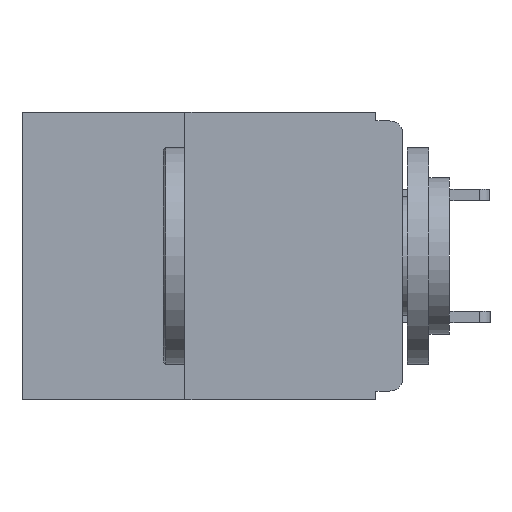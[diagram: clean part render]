
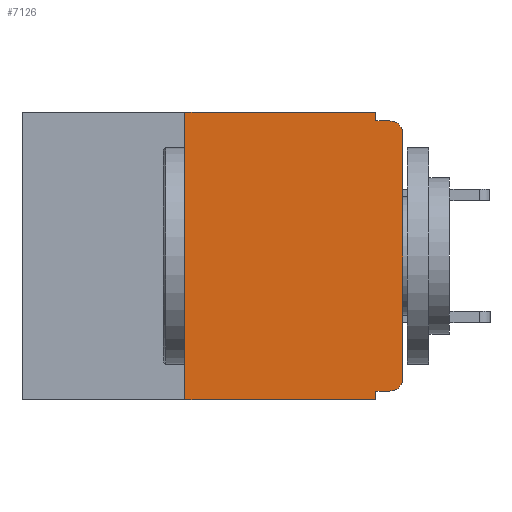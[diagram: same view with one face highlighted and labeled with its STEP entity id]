
A CAD part, left-side view. The second image highlights one B-rep face of the part: STEP entity #7126.
In plain terms, the highlighted planar face has unit normal (-1, 0, 0).
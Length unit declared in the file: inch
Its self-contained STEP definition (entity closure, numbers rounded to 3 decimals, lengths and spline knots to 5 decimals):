
#226 = CARTESIAN_POINT ( 'NONE',  ( 0., 0.031, 0. ) ) ;
#666 = DIRECTION ( 'NONE',  ( 0., 0., 1. ) ) ;
#712 = EDGE_CURVE ( 'NONE', #18376, #4605, #7287, .T. ) ;
#1009 = DIRECTION ( 'NONE',  ( 0., 0., -1. ) ) ;
#1548 = CARTESIAN_POINT ( 'NONE',  ( 0., 0.031, -0.32 ) ) ;
#1561 = VECTOR ( 'NONE', #1009, 39.37008 ) ;
#1619 = CARTESIAN_POINT ( 'NONE',  ( 0., 0.031, 0. ) ) ;
#1766 = CARTESIAN_POINT ( 'NONE',  ( 0., 0.015, -0.32 ) ) ;
#1786 = VERTEX_POINT ( 'NONE', #12479 ) ;
#2217 = CARTESIAN_POINT ( 'NONE',  ( 0., 0.25, -0.33 ) ) ;
#2335 = VECTOR ( 'NONE', #9993, 39.37008 ) ;
#2470 = PLANE ( 'NONE',  #10330 ) ;
#2547 = CARTESIAN_POINT ( 'NONE',  ( 0., 0., 0. ) ) ;
#2630 = DIRECTION ( 'NONE',  ( 0., 0., 1. ) ) ;
#2679 = EDGE_CURVE ( 'NONE', #4605, #20290, #8689, .T. ) ;
#2843 = EDGE_CURVE ( 'NONE', #3629, #18376, #13723, .T. ) ;
#2897 = ORIENTED_EDGE ( 'NONE', *, *, #14787, .F. ) ;
#2914 = DIRECTION ( 'NONE',  ( -1., 0., 0. ) ) ;
#3244 = ORIENTED_EDGE ( 'NONE', *, *, #12652, .T. ) ;
#3333 = DIRECTION ( 'NONE',  ( 0., -1., 0. ) ) ;
#3448 = CIRCLE ( 'NONE', #8221, 0.015 ) ;
#3629 = VERTEX_POINT ( 'NONE', #14855 ) ;
#3687 = LINE ( 'NONE', #14517, #7470 ) ;
#4144 = DIRECTION ( 'NONE',  ( 0., 0., -1. ) ) ;
#4605 = VERTEX_POINT ( 'NONE', #19580 ) ;
#4664 = VERTEX_POINT ( 'NONE', #1548 ) ;
#4954 = CARTESIAN_POINT ( 'NONE',  ( 0., 0., -0.305 ) ) ;
#5905 = DIRECTION ( 'NONE',  ( -1., 0., 0. ) ) ;
#6420 = VERTEX_POINT ( 'NONE', #2217 ) ;
#6675 = LINE ( 'NONE', #16384, #2335 ) ;
#7126 = ADVANCED_FACE ( 'NONE', ( #9524 ), #2470, .F. ) ;
#7287 = LINE ( 'NONE', #1619, #15601 ) ;
#7470 = VECTOR ( 'NONE', #12934, 39.37008 ) ;
#8160 = CARTESIAN_POINT ( 'NONE',  ( 0., 0.015, -0.01 ) ) ;
#8221 = AXIS2_PLACEMENT_3D ( 'NONE', #15510, #5905, #17124 ) ;
#8689 = LINE ( 'NONE', #11093, #12977 ) ;
#9402 = EDGE_CURVE ( 'NONE', #6420, #3629, #9625, .T. ) ;
#9524 = FACE_OUTER_BOUND ( 'NONE', #10685, .T. ) ;
#9606 = CARTESIAN_POINT ( 'NONE',  ( 0., 0.437, 0. ) ) ;
#9625 = LINE ( 'NONE', #18319, #13410 ) ;
#9993 = DIRECTION ( 'NONE',  ( 0., 1., 0. ) ) ;
#10262 = VERTEX_POINT ( 'NONE', #12877 ) ;
#10330 = AXIS2_PLACEMENT_3D ( 'NONE', #12159, #13771, #4144 ) ;
#10685 = EDGE_LOOP ( 'NONE', ( #12584, #12830, #13342, #13589, #15499, #12034, #3244, #2897, #15556, #16756 ) ) ;
#11093 = CARTESIAN_POINT ( 'NONE',  ( 0., 0., -0.01 ) ) ;
#11728 = CIRCLE ( 'NONE', #17829, 0.015 ) ;
#12034 = ORIENTED_EDGE ( 'NONE', *, *, #9402, .F. ) ;
#12043 = VERTEX_POINT ( 'NONE', #1766 ) ;
#12159 = CARTESIAN_POINT ( 'NONE',  ( 0., 0.437, 0. ) ) ;
#12411 = EDGE_CURVE ( 'NONE', #1786, #20290, #3448, .T. ) ;
#12479 = CARTESIAN_POINT ( 'NONE',  ( 0., 0., -0.025 ) ) ;
#12584 = ORIENTED_EDGE ( 'NONE', *, *, #20029, .T. ) ;
#12599 = CARTESIAN_POINT ( 'NONE',  ( 0., 0.015, -0.305 ) ) ;
#12652 = EDGE_CURVE ( 'NONE', #6420, #10262, #3687, .T. ) ;
#12830 = ORIENTED_EDGE ( 'NONE', *, *, #12411, .T. ) ;
#12839 = DIRECTION ( 'NONE',  ( 0., 0., -1. ) ) ;
#12877 = CARTESIAN_POINT ( 'NONE',  ( 0., 0.031, -0.33 ) ) ;
#12934 = DIRECTION ( 'NONE',  ( 0., -1., 0. ) ) ;
#12977 = VECTOR ( 'NONE', #19790, 39.37008 ) ;
#13260 = VECTOR ( 'NONE', #2630, 39.37008 ) ;
#13306 = VERTEX_POINT ( 'NONE', #4954 ) ;
#13342 = ORIENTED_EDGE ( 'NONE', *, *, #2679, .F. ) ;
#13410 = VECTOR ( 'NONE', #666, 39.37008 ) ;
#13589 = ORIENTED_EDGE ( 'NONE', *, *, #712, .F. ) ;
#13723 = LINE ( 'NONE', #9606, #17953 ) ;
#13771 = DIRECTION ( 'NONE',  ( 1., 0., 0. ) ) ;
#14185 = DIRECTION ( 'NONE',  ( 0., 0., -1. ) ) ;
#14444 = LINE ( 'NONE', #20142, #1561 ) ;
#14483 = EDGE_CURVE ( 'NONE', #12043, #4664, #6675, .T. ) ;
#14517 = CARTESIAN_POINT ( 'NONE',  ( 0., 0.437, -0.33 ) ) ;
#14787 = EDGE_CURVE ( 'NONE', #4664, #10262, #14444, .T. ) ;
#14855 = CARTESIAN_POINT ( 'NONE',  ( 0., 0.25, 0. ) ) ;
#15499 = ORIENTED_EDGE ( 'NONE', *, *, #2843, .F. ) ;
#15510 = CARTESIAN_POINT ( 'NONE',  ( 0., 0.015, -0.025 ) ) ;
#15556 = ORIENTED_EDGE ( 'NONE', *, *, #14483, .F. ) ;
#15601 = VECTOR ( 'NONE', #12839, 39.37008 ) ;
#16384 = CARTESIAN_POINT ( 'NONE',  ( 0., 0., -0.32 ) ) ;
#16756 = ORIENTED_EDGE ( 'NONE', *, *, #20138, .T. ) ;
#17124 = DIRECTION ( 'NONE',  ( 0., 0., -1. ) ) ;
#17492 = LINE ( 'NONE', #2547, #13260 ) ;
#17829 = AXIS2_PLACEMENT_3D ( 'NONE', #12599, #2914, #14185 ) ;
#17953 = VECTOR ( 'NONE', #3333, 39.37008 ) ;
#18319 = CARTESIAN_POINT ( 'NONE',  ( 0., 0.25, -0.33 ) ) ;
#18376 = VERTEX_POINT ( 'NONE', #226 ) ;
#19580 = CARTESIAN_POINT ( 'NONE',  ( 0., 0.031, -0.01 ) ) ;
#19790 = DIRECTION ( 'NONE',  ( 0., -1., 0. ) ) ;
#20029 = EDGE_CURVE ( 'NONE', #13306, #1786, #17492, .T. ) ;
#20138 = EDGE_CURVE ( 'NONE', #12043, #13306, #11728, .T. ) ;
#20142 = CARTESIAN_POINT ( 'NONE',  ( 0., 0.031, -0.33 ) ) ;
#20290 = VERTEX_POINT ( 'NONE', #8160 ) ;
